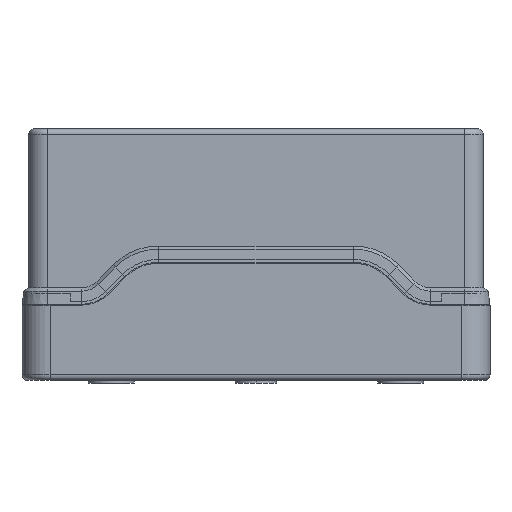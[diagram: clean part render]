
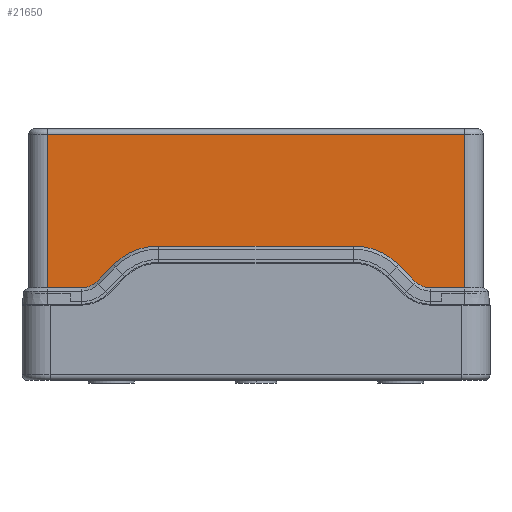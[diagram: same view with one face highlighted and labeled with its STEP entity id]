
A CAD part, front view. The second image highlights one B-rep face of the part: STEP entity #21650.
In plain terms, the highlighted planar face has unit normal (0, -1, 0).
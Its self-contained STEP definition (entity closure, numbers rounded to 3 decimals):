
#17105=DIRECTION('',(-1.,0.,0.));
#17106=VECTOR('',#17105,223.);
#17107=CARTESIAN_POINT('',(111.5,-184.,59.5));
#17108=LINE('',#17107,#17106);
#17109=DIRECTION('',(0.,0.,-1.));
#17110=VECTOR('',#17109,82.099);
#17111=CARTESIAN_POINT('',(111.5,-184.,59.5));
#17112=LINE('',#17111,#17110);
#17113=DIRECTION('',(-1.,0.,0.));
#17114=VECTOR('',#17113,18.309);
#17115=CARTESIAN_POINT('',(111.5,-184.,-22.599));
#17116=LINE('',#17115,#17114);
#17117=CARTESIAN_POINT('',(93.191,-184.,-11.786));
#17118=DIRECTION('',(0.,-1.,0.));
#17119=DIRECTION('',(-0.707,0.,-0.707));
#17120=AXIS2_PLACEMENT_3D('',#17117,#17118,#17119);
#17122=DIRECTION('',(0.707,0.,-0.707));
#17123=VECTOR('',#17122,13.093);
#17124=CARTESIAN_POINT('',(76.287,-184.,-10.173));
#17125=LINE('',#17124,#17123);
#17126=CARTESIAN_POINT('',(52.113,-184.,-34.347));
#17127=DIRECTION('',(0.,1.,0.));
#17128=DIRECTION('',(0.,0.,1.));
#17129=AXIS2_PLACEMENT_3D('',#17126,#17127,#17128);
#17131=DIRECTION('',(-1.,0.,0.));
#17132=VECTOR('',#17131,104.226);
#17133=CARTESIAN_POINT('',(52.113,-184.,-0.16));
#17134=LINE('',#17133,#17132);
#17135=CARTESIAN_POINT('',(-52.113,-184.,-34.347));
#17136=DIRECTION('',(0.,-1.,0.));
#17137=DIRECTION('',(0.,0.,1.));
#17138=AXIS2_PLACEMENT_3D('',#17135,#17136,#17137);
#17140=DIRECTION('',(-0.707,0.,-0.707));
#17141=VECTOR('',#17140,13.093);
#17142=CARTESIAN_POINT('',(-76.287,-184.,-10.173));
#17143=LINE('',#17142,#17141);
#17144=CARTESIAN_POINT('',(-93.191,-184.,-11.786));
#17145=DIRECTION('',(0.,1.,0.));
#17146=DIRECTION('',(0.707,0.,-0.707));
#17147=AXIS2_PLACEMENT_3D('',#17144,#17145,#17146);
#17149=DIRECTION('',(1.,0.,0.));
#17150=VECTOR('',#17149,18.309);
#17151=CARTESIAN_POINT('',(-111.5,-184.,-22.599));
#17152=LINE('',#17151,#17150);
#17153=DIRECTION('',(0.,0.,-1.));
#17154=VECTOR('',#17153,82.099);
#17155=CARTESIAN_POINT('',(-111.5,-184.,59.5));
#17156=LINE('',#17155,#17154);
#20673=CARTESIAN_POINT('',(-52.113,-184.,-0.16));
#20674=VERTEX_POINT('',#20673);
#20675=CARTESIAN_POINT('',(-76.287,-184.,-10.173));
#20676=VERTEX_POINT('',#20675);
#20677=CARTESIAN_POINT('',(-85.545,-184.,-19.432));
#20678=VERTEX_POINT('',#20677);
#20679=CARTESIAN_POINT('',(-93.191,-184.,-22.599));
#20680=VERTEX_POINT('',#20679);
#20681=CARTESIAN_POINT('',(-111.5,-184.,-22.599));
#20682=VERTEX_POINT('',#20681);
#20825=CARTESIAN_POINT('',(52.113,-184.,-0.16));
#20826=VERTEX_POINT('',#20825);
#20827=CARTESIAN_POINT('',(76.287,-184.,-10.173));
#20828=VERTEX_POINT('',#20827);
#20829=CARTESIAN_POINT('',(85.545,-184.,-19.432));
#20830=VERTEX_POINT('',#20829);
#20831=CARTESIAN_POINT('',(93.191,-184.,-22.599));
#20832=VERTEX_POINT('',#20831);
#20833=CARTESIAN_POINT('',(111.5,-184.,-22.599));
#20834=VERTEX_POINT('',#20833);
#21263=CARTESIAN_POINT('',(111.5,-184.,59.5));
#21264=VERTEX_POINT('',#21263);
#21267=CARTESIAN_POINT('',(-111.5,-184.,59.5));
#21268=VERTEX_POINT('',#21267);
#21619=CARTESIAN_POINT('',(0.,-184.,0.));
#21620=DIRECTION('',(0.,1.,0.));
#21621=DIRECTION('',(-1.,0.,0.));
#21622=AXIS2_PLACEMENT_3D('',#21619,#21620,#21621);
#21623=PLANE('',#21622);
#21625=ORIENTED_EDGE('',*,*,#21624,.F.);
#21627=ORIENTED_EDGE('',*,*,#21626,.T.);
#21629=ORIENTED_EDGE('',*,*,#21628,.T.);
#21631=ORIENTED_EDGE('',*,*,#21630,.F.);
#21633=ORIENTED_EDGE('',*,*,#21632,.F.);
#21635=ORIENTED_EDGE('',*,*,#21634,.F.);
#21637=ORIENTED_EDGE('',*,*,#21636,.T.);
#21639=ORIENTED_EDGE('',*,*,#21638,.T.);
#21641=ORIENTED_EDGE('',*,*,#21640,.T.);
#21643=ORIENTED_EDGE('',*,*,#21642,.T.);
#21645=ORIENTED_EDGE('',*,*,#21644,.F.);
#21647=ORIENTED_EDGE('',*,*,#21646,.F.);
#21648=EDGE_LOOP('',(#21625,#21627,#21629,#21631,#21633,#21635,#21637,#21639,
#21641,#21643,#21645,#21647));
#21649=FACE_OUTER_BOUND('',#21648,.F.);
#21650=ADVANCED_FACE('',(#21649),#21623,.F.);
#17121=CIRCLE('',#17120,10.813);
#17130=CIRCLE('',#17129,34.187);
#17139=CIRCLE('',#17138,34.187);
#17148=CIRCLE('',#17147,10.813);
#21624=EDGE_CURVE('',#21264,#21268,#17108,.T.);
#21626=EDGE_CURVE('',#21264,#20834,#17112,.T.);
#21628=EDGE_CURVE('',#20834,#20832,#17116,.T.);
#21630=EDGE_CURVE('',#20830,#20832,#17121,.T.);
#21632=EDGE_CURVE('',#20828,#20830,#17125,.T.);
#21634=EDGE_CURVE('',#20826,#20828,#17130,.T.);
#21636=EDGE_CURVE('',#20826,#20674,#17134,.T.);
#21638=EDGE_CURVE('',#20674,#20676,#17139,.T.);
#21640=EDGE_CURVE('',#20676,#20678,#17143,.T.);
#21642=EDGE_CURVE('',#20678,#20680,#17148,.T.);
#21644=EDGE_CURVE('',#20682,#20680,#17152,.T.);
#21646=EDGE_CURVE('',#21268,#20682,#17156,.T.);
